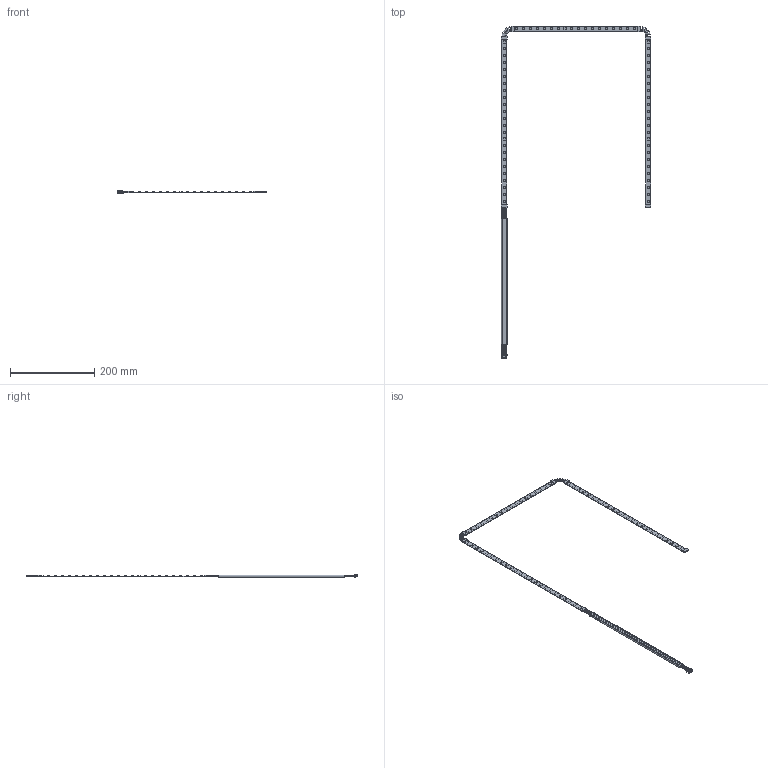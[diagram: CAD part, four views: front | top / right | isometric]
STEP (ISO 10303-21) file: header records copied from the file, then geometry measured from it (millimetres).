
FILE_DESCRIPTION (( 'STEP AP214' ), '1' );
FILE_NAME ('2191-A.STEP', '2015-10-29T09:06:42', ( '' ), ( '' ), 'SwSTEP 2.0', 'SolidWorks 2015', '' );
FILE_SCHEMA (( 'AUTOMOTIVE_DESIGN' ));
Length unit declared in the file: millimetre
Products named in the file (4): heat shrink; XHP-5; 2191-A
Assembly tree (3 placements, depth 2):
  2191-A
    2191-A
    XHP-5
    heat shrink
Bounding box: 356.25 x 788.75 x 5.7 mm (x, y, z)
Volume: 24559.2 mm3; surface area: 60857.4 mm2
Topology: 21 solids, 21 shells, 563 faces, 1320 edges, 880 vertices
Faces by surface type: plane 529, torus 20, cylinder 14
Entity records: 17746 total; most frequent: CARTESIAN_POINT 2769, ORIENTED_EDGE 2640, DIRECTION 2546, EDGE_CURVE 1320, LINE 1232, VECTOR 1232, VERTEX_POINT 880, AXIS2_PLACEMENT_3D 657
